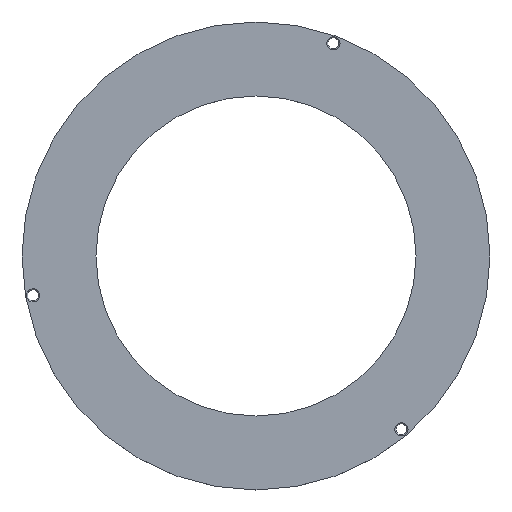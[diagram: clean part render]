
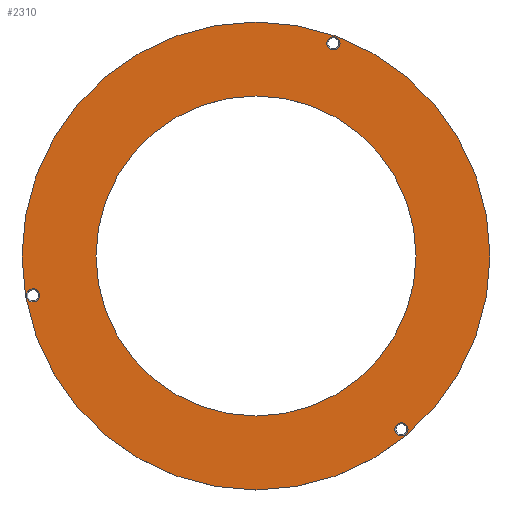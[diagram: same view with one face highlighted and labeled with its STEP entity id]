
A CAD part, top view. The second image highlights one B-rep face of the part: STEP entity #2310.
In plain terms, the highlighted planar face has unit normal (0, 0, 1).
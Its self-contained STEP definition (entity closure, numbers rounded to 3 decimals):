
#120=CARTESIAN_POINT('',(-29.,0.,1.1));
#130=VERTEX_POINT('',#120);
#160=CARTESIAN_POINT('',(0.,0.,1.1));
#170=DIRECTION('',(0.,0.,-1.));
#180=DIRECTION('',(1.,0.,-0.));
#190=AXIS2_PLACEMENT_3D('',#160,#170,#180);
#200=CIRCLE('',#190,29.);
#210=CARTESIAN_POINT('',(29.,0.,1.1));
#220=VERTEX_POINT('',#210);
#230=EDGE_CURVE('',#130,#220,#200,.T.);
#540=CARTESIAN_POINT('',(-42.4,0.,1.1));
#550=VERTEX_POINT('',#540);
#710=CARTESIAN_POINT('',(42.4,0.,1.1));
#720=VERTEX_POINT('',#710);
#750=CARTESIAN_POINT('',(0.,0.,1.1)
);
#760=DIRECTION('',(0.,0.,1.));
#770=DIRECTION('',(-1.,0.,0.));
#780=AXIS2_PLACEMENT_3D('',#750,#760,#770);
#790=CIRCLE('',#780,42.4);
#800=EDGE_CURVE('',#720,#550,#790,.T.);
#1460=CARTESIAN_POINT('',(36.707,20.5,1.1));
#1470=VERTEX_POINT('',#1460);
#1500=CARTESIAN_POINT('',(35.507,20.5,1.1));
#1510=DIRECTION('',(0.,0.,1.));
#1520=DIRECTION('',(1.,0.,0.));
#1530=AXIS2_PLACEMENT_3D('',#1500,#1510,#1520);
#1540=CIRCLE('',#1530,1.2);
#1550=CARTESIAN_POINT('',(34.307,20.5,1.1));
#1560=VERTEX_POINT('',#1550);
#1570=EDGE_CURVE('',#1560,#1470,#1540,.T.);
#1770=CARTESIAN_POINT('',(0.,0.,1.1));
#1780=DIRECTION('',(0.,0.,-1.));
#1790=DIRECTION('',(-1.,0.,0.));
#1800=AXIS2_PLACEMENT_3D('',#1770,#1780,#1790);
#1810=PLANE('',#1800);
#1820=EDGE_CURVE('',#1470,#1560,#1540,.T.);
#1830=ORIENTED_EDGE('',*,*,#1820,.F.);
#1840=ORIENTED_EDGE('',*,*,#1570,.F.);
#1850=EDGE_LOOP('',(#1840,#1830));
#1860=FACE_BOUND('',#1850,.T.);
#1870=EDGE_CURVE('',#220,#130,#200,.T.);
#1880=ORIENTED_EDGE('',*,*,#1870,.T.);
#1890=ORIENTED_EDGE('',*,*,#230,.T.);
#1900=EDGE_LOOP('',(#1890,#1880));
#1910=FACE_BOUND('',#1900,.T.);
#1920=CARTESIAN_POINT('',(-35.507,20.5,1.1));
#1930=DIRECTION('',(0.,0.,-1.));
#1940=DIRECTION('',(-1.,0.,0.));
#1950=AXIS2_PLACEMENT_3D('',#1920,#1930,#1940);
#1960=CIRCLE('',#1950,1.2);
#1970=CARTESIAN_POINT('',(-36.707,20.5,1.1));
#1980=VERTEX_POINT('',#1970);
#1990=CARTESIAN_POINT('',(-34.307,20.5,1.1));
#2000=VERTEX_POINT('',#1990);
#2010=EDGE_CURVE('',#1980,#2000,#1960,.T.);
#2020=ORIENTED_EDGE('',*,*,#2010,.T.);
#2030=EDGE_CURVE('',#2000,#1980,#1960,.T.);
#2040=ORIENTED_EDGE('',*,*,#2030,.T.);
#2050=EDGE_LOOP('',(#2040,#2020));
#2060=FACE_BOUND('',#2050,.T.);
#2070=CARTESIAN_POINT('',(0.,-41.,1.1));
#2080=DIRECTION('',(0.,0.,1.));
#2090=DIRECTION('',(1.,0.,0.));
#2100=AXIS2_PLACEMENT_3D('',#2070,#2080,#2090);
#2110=CIRCLE('',#2100,1.2);
#2120=CARTESIAN_POINT('',(0.,-39.8,1.1));
#2130=VERTEX_POINT('',#2120);
#2140=CARTESIAN_POINT('',(-1.2,-41.,1.1));
#2150=VERTEX_POINT('',#2140);
#2160=EDGE_CURVE('',#2130,#2150,#2110,.T.);
#2170=ORIENTED_EDGE('',*,*,#2160,.F.);
#2180=CARTESIAN_POINT('',(1.2,-41.,1.1));
#2190=VERTEX_POINT('',#2180);
#2200=EDGE_CURVE('',#2150,#2190,#2110,.T.);
#2210=ORIENTED_EDGE('',*,*,#2200,.F.);
#2220=EDGE_CURVE('',#2190,#2130,#2110,.T.);
#2230=ORIENTED_EDGE('',*,*,#2220,.F.);
#2240=EDGE_LOOP('',(#2230,#2210,#2170));
#2250=FACE_BOUND('',#2240,.T.);
#2260=EDGE_CURVE('',#550,#720,#790,.T.);
#2270=ORIENTED_EDGE('',*,*,#2260,.T.);
#2280=ORIENTED_EDGE('',*,*,#800,.T.);
#2290=EDGE_LOOP('',(#2280,#2270));
#2300=FACE_OUTER_BOUND('',#2290,.T.);
#2310=ADVANCED_FACE('',(#1860,#1910,#2060,#2250,#2300),#1810,.F.);
